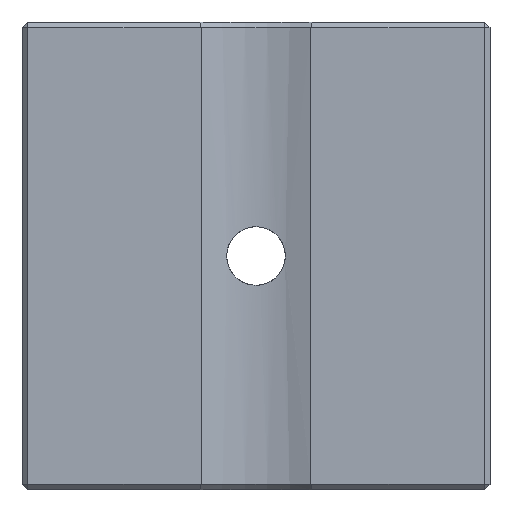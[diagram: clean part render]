
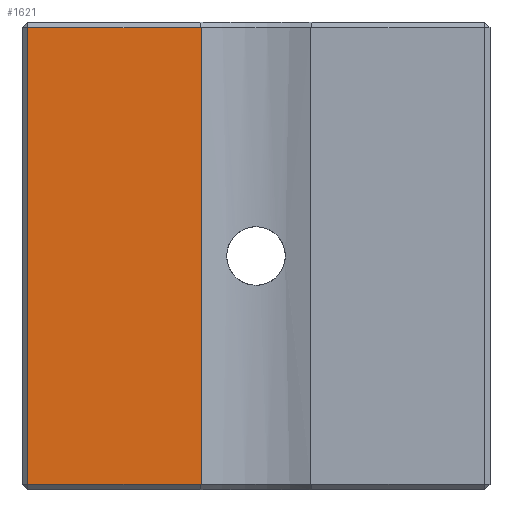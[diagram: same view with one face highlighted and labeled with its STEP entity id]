
A CAD part, front view. The second image highlights one B-rep face of the part: STEP entity #1621.
In plain terms, the highlighted planar face has unit normal (0, -1, 0).
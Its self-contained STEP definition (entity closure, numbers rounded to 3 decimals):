
#281 = AXIS2_PLACEMENT_3D ( 'NONE', #286, #421, #420 ) ;
#282 = DIRECTION ( 'NONE',  ( 0., 0., 1. ) ) ;
#283 = VECTOR ( 'NONE', #282, 1000. ) ;
#284 = CARTESIAN_POINT ( 'NONE',  ( -4.69, -4.5, -20. ) ) ;
#286 = CARTESIAN_POINT ( 'NONE',  ( -20., -4.5, 20. ) ) ;
#297 = DIRECTION ( 'NONE',  ( 1., 0., 0. ) ) ;
#301 = CARTESIAN_POINT ( 'NONE',  ( -20., -4.5, -19.5 ) ) ;
#368 = CARTESIAN_POINT ( 'NONE',  ( -4.69, -4.5, 19.5 ) ) ;
#372 = LINE ( 'NONE', #301, #379 ) ;
#379 = VECTOR ( 'NONE', #297, 1000. ) ;
#420 = DIRECTION ( 'NONE',  ( -1., 0., 0. ) ) ;
#421 = DIRECTION ( 'NONE',  ( 0., 1., 0. ) ) ;
#425 = PLANE ( 'NONE',  #281 ) ;
#426 = FACE_OUTER_BOUND ( 'NONE', #1651, .T. ) ;
#427 = CARTESIAN_POINT ( 'NONE',  ( -4.69, -4.5, -19.5 ) ) ;
#444 = CARTESIAN_POINT ( 'NONE',  ( -19.5, -4.5, -19.5 ) ) ;
#447 = LINE ( 'NONE', #284, #283 ) ;
#456 = DIRECTION ( 'NONE',  ( -1., 0., 0. ) ) ;
#458 = LINE ( 'NONE', #503, #579 ) ;
#482 = CARTESIAN_POINT ( 'NONE',  ( -19.5, -4.5, 19.5 ) ) ;
#503 = CARTESIAN_POINT ( 'NONE',  ( -20., -4.5, 19.5 ) ) ;
#579 = VECTOR ( 'NONE', #456, 1000. ) ;
#670 = DIRECTION ( 'NONE',  ( 0., 0., -1. ) ) ;
#671 = VECTOR ( 'NONE', #670, 1000. ) ;
#672 = CARTESIAN_POINT ( 'NONE',  ( -19.5, -4.5, 20. ) ) ;
#673 = LINE ( 'NONE', #672, #671 ) ;
#1618 = VERTEX_POINT ( 'NONE', #427 ) ;
#1619 = EDGE_CURVE ( 'NONE', #1618, #1662, #447, .T. ) ;
#1620 = ORIENTED_EDGE ( 'NONE', *, *, #1789, .T. ) ;
#1621 = ADVANCED_FACE ( 'NONE', ( #426 ), #425, .F. ) ;
#1622 = ORIENTED_EDGE ( 'NONE', *, *, #1691, .T. ) ;
#1624 = VERTEX_POINT ( 'NONE', #444 ) ;
#1651 = EDGE_LOOP ( 'NONE', ( #1622, #1692, #1659, #1620 ) ) ;
#1659 = ORIENTED_EDGE ( 'NONE', *, *, #1619, .T. ) ;
#1661 = EDGE_CURVE ( 'NONE', #1624, #1618, #372, .T. ) ;
#1662 = VERTEX_POINT ( 'NONE', #368 ) ;
#1691 = EDGE_CURVE ( 'NONE', #1788, #1624, #673, .T. ) ;
#1692 = ORIENTED_EDGE ( 'NONE', *, *, #1661, .T. ) ;
#1788 = VERTEX_POINT ( 'NONE', #482 ) ;
#1789 = EDGE_CURVE ( 'NONE', #1662, #1788, #458, .T. ) ;
